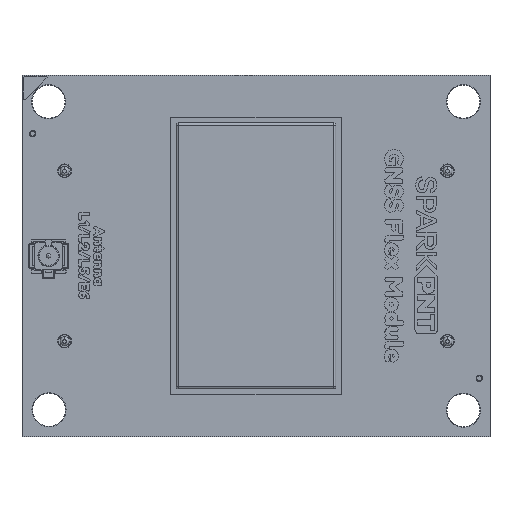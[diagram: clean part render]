
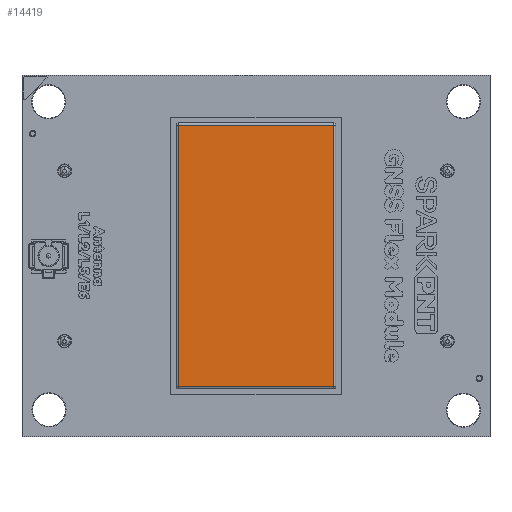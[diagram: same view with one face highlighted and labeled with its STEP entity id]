
A CAD part, top view. The second image highlights one B-rep face of the part: STEP entity #14419.
In plain terms, the highlighted planar face has unit normal (0, 0, 1).
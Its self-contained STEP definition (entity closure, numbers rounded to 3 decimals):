
#14256 = VERTEX_POINT('',#14257);
#14257 = CARTESIAN_POINT('',(-7.3,12.3,2.2));
#14281 = VERTEX_POINT('',#14282);
#14282 = CARTESIAN_POINT('',(-7.3,-12.3,2.2));
#14289 = EDGE_CURVE('',#14281,#14256,#14290,.T.);
#14290 = LINE('',#14291,#14292);
#14291 = CARTESIAN_POINT('',(-7.3,-12.5,2.2));
#14292 = VECTOR('',#14293,1.);
#14293 = DIRECTION('',(0.,1.,0.));
#14324 = VERTEX_POINT('',#14325);
#14325 = CARTESIAN_POINT('',(7.3,-12.3,2.2));
#14332 = EDGE_CURVE('',#14324,#14281,#14333,.T.);
#14333 = LINE('',#14334,#14335);
#14334 = CARTESIAN_POINT('',(7.5,-12.3,2.2));
#14335 = VECTOR('',#14336,1.);
#14336 = DIRECTION('',(-1.,0.,0.));
#14366 = VERTEX_POINT('',#14367);
#14367 = CARTESIAN_POINT('',(7.3,12.3,2.2));
#14374 = EDGE_CURVE('',#14366,#14324,#14375,.T.);
#14375 = LINE('',#14376,#14377);
#14376 = CARTESIAN_POINT('',(7.3,12.5,2.2));
#14377 = VECTOR('',#14378,1.);
#14378 = DIRECTION('',(0.,-1.,0.));
#14407 = EDGE_CURVE('',#14256,#14366,#14408,.T.);
#14408 = LINE('',#14409,#14410);
#14409 = CARTESIAN_POINT('',(-7.5,12.3,2.2));
#14410 = VECTOR('',#14411,1.);
#14411 = DIRECTION('',(1.,0.,0.));
#14419 = ADVANCED_FACE('',(#14420),#14426,.T.);
#14420 = FACE_BOUND('',#14421,.T.);
#14421 = EDGE_LOOP('',(#14422,#14423,#14424,#14425));
#14422 = ORIENTED_EDGE('',*,*,#14289,.F.);
#14423 = ORIENTED_EDGE('',*,*,#14332,.F.);
#14424 = ORIENTED_EDGE('',*,*,#14374,.F.);
#14425 = ORIENTED_EDGE('',*,*,#14407,.F.);
#14426 = PLANE('',#14427);
#14427 = AXIS2_PLACEMENT_3D('',#14428,#14429,#14430);
#14428 = CARTESIAN_POINT('',(0.,0.,2.2));
#14429 = DIRECTION('',(0.,0.,1.));
#14430 = DIRECTION('',(1.,0.,-0.));
